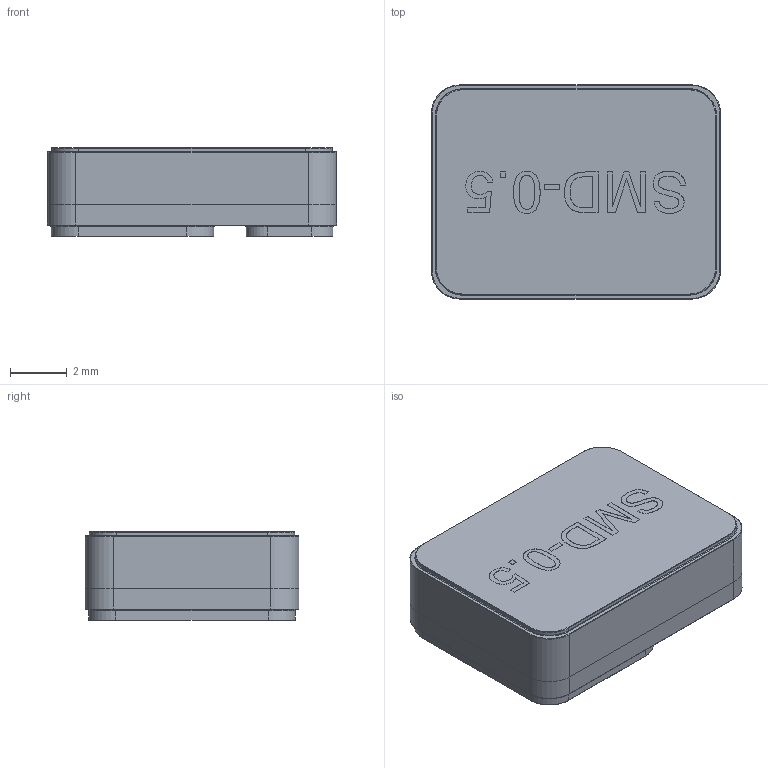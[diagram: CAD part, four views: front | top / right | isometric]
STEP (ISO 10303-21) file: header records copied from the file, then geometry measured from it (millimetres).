
FILE_DESCRIPTION(('STEP AP214'), '1');
FILE_NAME('G1', '2020-03-19T06:36:32', ('UNSPECIFIED'), ('UNSPECIFIED'), 'ASCON STEP Converter 1.3', 'ASCON Math Kernel', '');
FILE_SCHEMA(('AUTOMOTIVE_DESIGN { 1 0 10303 214 3 1 1}'));
Length unit declared in the file: millimetre
Products named in the file (7): G1; SMD_0_5; User_Library-IR_SMD_0_5_SMD-0.5_Body1; User_Library-IR_SMD_0_5_SMD-0.5_Body2; User_Library-IR_SMD_0_5_SMD-0.5_Pad1; User_Library-IR_SMD_0_5_SMD-0.5_Pad2; User_Library-IR_SMD_0_5_SMD-0.5_Text
Assembly tree (7 placements, depth 3):
  G1
    SMD_0_5
      User_Library-IR_SMD_0_5_SMD-0.5_Body1
      User_Library-IR_SMD_0_5_SMD-0.5_Body2
      User_Library-IR_SMD_0_5_SMD-0.5_Pad1
      User_Library-IR_SMD_0_5_SMD-0.5_Pad2  x2
      User_Library-IR_SMD_0_5_SMD-0.5_Text
Bounding box: 10.16 x 7.52 x 3.12 mm (x, y, z)
Volume: 238.3 mm3; surface area: 538.7 mm2
Topology: 12 solids, 12 shells, 272 faces, 652 edges, 408 vertices
Faces by surface type: plane 100, cylinder 76, bspline 56, torus 40
Entity records: 11328 total; most frequent: CARTESIAN_POINT 3926, ORIENTED_EDGE 1144, DIRECTION 876, EDGE_CURVE 572, VERTEX_POINT 360, AXIS2_PLACEMENT_3D 309, LINE 258, VECTOR 258
